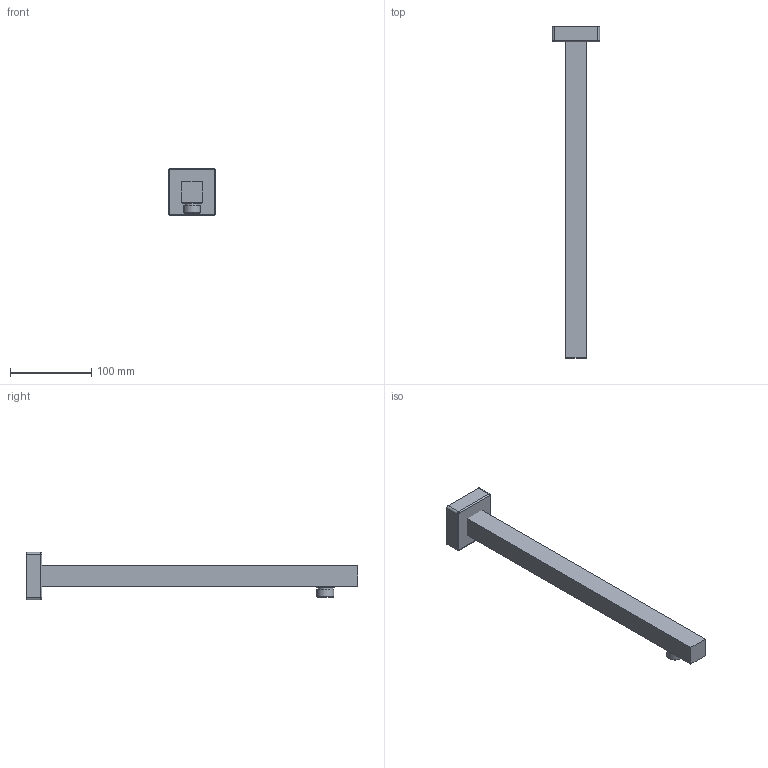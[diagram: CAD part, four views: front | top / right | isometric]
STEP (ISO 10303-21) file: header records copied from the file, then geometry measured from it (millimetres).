
FILE_DESCRIPTION(/* description */ (''),/* implementation_level */ '2;1');
FILE_NAME(/* name */ '3D_TVC000454530_Universal.step',/* time_stamp */ '2022-12-07T08:57:48+01:00',/* author */ (''),/* organization */ (''),/* preprocessor_version */ 'ST-DEVELOPER v19.2',/* originating_system */ 'Autodesk Translation Framework v11.17.0.187',/* authorisation */ '');
FILE_SCHEMA (('AUTOMOTIVE_DESIGN { 1 0 10303 214 3 1 1 }'));
Length unit declared in the file: millimetre
Products named in the file (9): (Nicht gespeichert); STPB0177-P1; STRR0032-XX; STMB0316-XX; STCB0326-P1; STLR0033-XX; STST0030-XX; PTMB0183-P1; PTRR0097-XX
Assembly tree (12 placements, depth 2):
  (Nicht gespeichert)
    STPB0177-P1
    STRR0032-XX  x2
    STMB0316-XX
    STCB0326-P1
    STLR0033-XX
    STST0030-XX  x4
    PTMB0183-P1
    PTRR0097-XX
Bounding box: 58 x 408 x 58 mm (x, y, z)
Volume: 320833 mm3; surface area: 54674.1 mm2
Topology: 3 solids, 3 shells, 40 faces, 79 edges, 50 vertices
Faces by surface type: plane 19, cylinder 14, bspline 4, cone 3
Full cylindrical faces by diameter (mm): 17.9 x1, 18 x1, 20 x1, 20.95 x1, 21 x1, 23 x1
Entity records: 1353 total; most frequent: DIRECTION 231, CARTESIAN_POINT 222, ORIENTED_EDGE 158, AXIS2_PLACEMENT_3D 95, EDGE_CURVE 79, VERTEX_POINT 50, EDGE_LOOP 45, LINE 41
